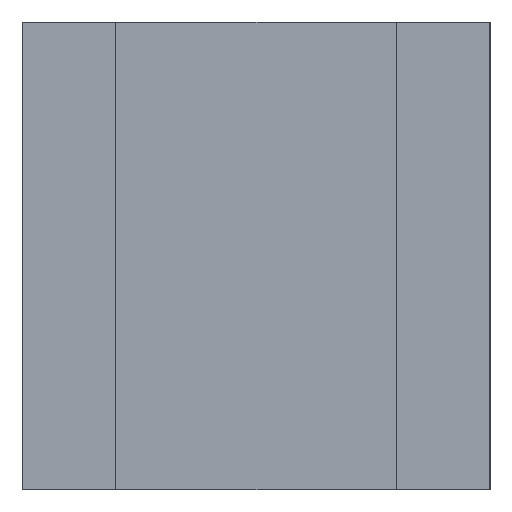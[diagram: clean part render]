
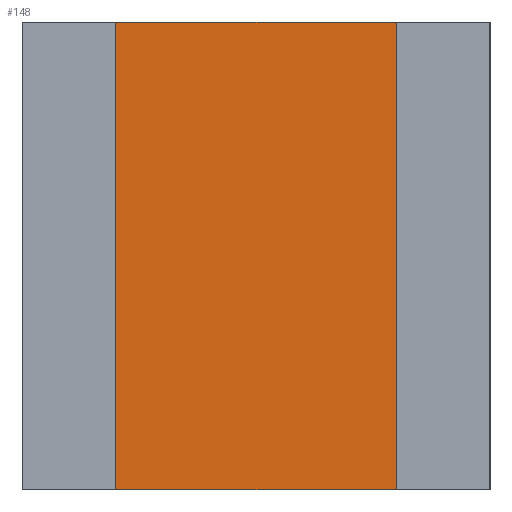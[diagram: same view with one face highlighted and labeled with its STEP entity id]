
A CAD part, left-side view. The second image highlights one B-rep face of the part: STEP entity #148.
In plain terms, the highlighted planar face has unit normal (-1, 0, 0).
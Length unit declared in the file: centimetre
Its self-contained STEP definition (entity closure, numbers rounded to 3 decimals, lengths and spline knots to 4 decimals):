
#148=ADVANCED_FACE('',(#302),#2090,.T.);
#302=FACE_OUTER_BOUND('',#456,.T.);
#456=EDGE_LOOP('',(#1041,#1042,#1043,#1044));
#1041=ORIENTED_EDGE('',*,*,#1458,.F.);
#1042=ORIENTED_EDGE('',*,*,#1459,.T.);
#1043=ORIENTED_EDGE('',*,*,#1447,.T.);
#1044=ORIENTED_EDGE('',*,*,#1460,.F.);
#1447=EDGE_CURVE('',#1949,#1950,#1775,.T.);
#1458=EDGE_CURVE('',#1956,#1955,#1786,.T.);
#1459=EDGE_CURVE('',#1956,#1949,#1787,.T.);
#1460=EDGE_CURVE('',#1955,#1950,#1788,.T.);
#1775=B_SPLINE_CURVE_WITH_KNOTS('',1,(#3395,#3396),.UNSPECIFIED.,.F.,.F.,
(2,2),(0.,1.),.UNSPECIFIED.);
#1786=B_SPLINE_CURVE_WITH_KNOTS('',1,(#3417,#3418),.UNSPECIFIED.,.F.,.F.,
(2,2),(0.,1.),.UNSPECIFIED.);
#1787=B_SPLINE_CURVE_WITH_KNOTS('',1,(#3419,#3420),.UNSPECIFIED.,.F.,.F.,
(2,2),(3.2,3.8),.UNSPECIFIED.);
#1788=B_SPLINE_CURVE_WITH_KNOTS('',1,(#3421,#3422),.UNSPECIFIED.,.F.,.F.,
(2,2),(3.2,3.8),.UNSPECIFIED.);
#1949=VERTEX_POINT('',#2759);
#1950=VERTEX_POINT('',#2760);
#1955=VERTEX_POINT('',#2765);
#1956=VERTEX_POINT('',#2766);
#2090=PLANE('',#2264);
#2264=AXIS2_PLACEMENT_3D('',#2578,#2421,$);
#2421=DIRECTION('',(-1.,0.,0.));
#2578=CARTESIAN_POINT('',(1.,1.,0.));
#2759=CARTESIAN_POINT('',(1.,0.2,0.));
#2760=CARTESIAN_POINT('',(1.,0.2,1.));
#2765=CARTESIAN_POINT('',(1.,0.8,1.));
#2766=CARTESIAN_POINT('',(1.,0.8,0.));
#3395=CARTESIAN_POINT('',(1.,0.2,0.));
#3396=CARTESIAN_POINT('',(1.,0.2,1.));
#3417=CARTESIAN_POINT('',(1.,0.8,0.));
#3418=CARTESIAN_POINT('',(1.,0.8,1.));
#3419=CARTESIAN_POINT('',(1.,0.8,0.));
#3420=CARTESIAN_POINT('',(1.,0.2,0.));
#3421=CARTESIAN_POINT('',(1.,0.8,1.));
#3422=CARTESIAN_POINT('',(1.,0.2,1.));
